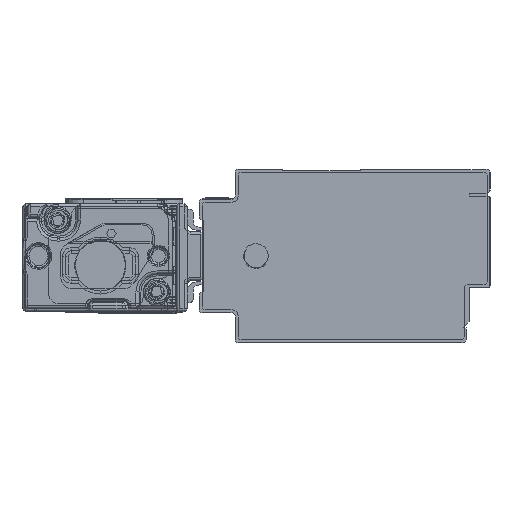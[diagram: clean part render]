
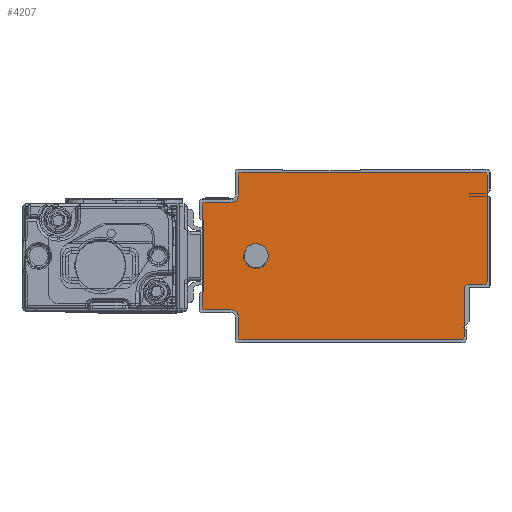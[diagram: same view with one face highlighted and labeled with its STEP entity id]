
A CAD part, left-side view. The second image highlights one B-rep face of the part: STEP entity #4207.
In plain terms, the highlighted planar face has unit normal (-1, 0, 0).
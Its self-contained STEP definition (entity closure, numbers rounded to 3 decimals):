
#1767=AXIS2_PLACEMENT_3D('Circle Axis2P3D',#1765,#1766,$) ;
#1805=AXIS2_PLACEMENT_3D('Circle Axis2P3D',#1803,#1804,$) ;
#1843=AXIS2_PLACEMENT_3D('Circle Axis2P3D',#1841,#1842,$) ;
#1881=AXIS2_PLACEMENT_3D('Circle Axis2P3D',#1879,#1880,$) ;
#4090=AXIS2_PLACEMENT_3D('Plane Axis2P3D',#4087,#4088,#4089) ;
#4094=AXIS2_PLACEMENT_3D('Circle Axis2P3D',#4092,#4093,$) ;
#4108=AXIS2_PLACEMENT_3D('Circle Axis2P3D',#4106,#4107,$) ;
#4122=AXIS2_PLACEMENT_3D('Circle Axis2P3D',#4120,#4121,$) ;
#4136=AXIS2_PLACEMENT_3D('Circle Axis2P3D',#4134,#4135,$) ;
#4150=AXIS2_PLACEMENT_3D('Circle Axis2P3D',#4148,#4149,$) ;
#4164=AXIS2_PLACEMENT_3D('Circle Axis2P3D',#4162,#4163,$) ;
#4191=AXIS2_PLACEMENT_3D('Circle Axis2P3D',#4189,#4190,$) ;
#4200=AXIS2_PLACEMENT_3D('Circle Axis2P3D',#4198,#4199,$) ;
#1723=CARTESIAN_POINT('Line Origine',(-2575.5,44.,14.5)) ;
#1727=CARTESIAN_POINT('Vertex',(-2575.5,44.,6.)) ;
#1729=CARTESIAN_POINT('Vertex',(-2575.5,44.,23.)) ;
#1765=CARTESIAN_POINT('Axis2P3D Location',(-2575.5,43.5,23.)) ;
#1769=CARTESIAN_POINT('Vertex',(-2575.5,43.5,23.5)) ;
#1784=CARTESIAN_POINT('Line Origine',(-2575.5,41.25,23.5)) ;
#1788=CARTESIAN_POINT('Vertex',(-2575.5,39.,23.5)) ;
#1803=CARTESIAN_POINT('Axis2P3D Location',(-2575.5,39.,24.5)) ;
#1807=CARTESIAN_POINT('Vertex',(-2575.5,38.,24.5)) ;
#1822=CARTESIAN_POINT('Line Origine',(-2575.5,38.,26.25)) ;
#1826=CARTESIAN_POINT('Vertex',(-2575.5,38.,28.)) ;
#1841=CARTESIAN_POINT('Axis2P3D Location',(-2575.5,37.5,28.)) ;
#1845=CARTESIAN_POINT('Vertex',(-2575.5,37.5,28.5)) ;
#1860=CARTESIAN_POINT('Line Origine',(-2575.5,17.25,28.5)) ;
#1864=CARTESIAN_POINT('Vertex',(-2575.5,-3.,28.5)) ;
#1879=CARTESIAN_POINT('Axis2P3D Location',(-2575.5,-3.,28.)) ;
#1883=CARTESIAN_POINT('Vertex',(-2575.5,-3.5,28.)) ;
#1898=CARTESIAN_POINT('Line Origine',(-2575.5,-3.5,19.1)) ;
#1902=CARTESIAN_POINT('Vertex',(-2575.5,-3.5,10.2)) ;
#4087=CARTESIAN_POINT('Axis2P3D Location',(-2575.5,0.,0.)) ;
#4092=CARTESIAN_POINT('Axis2P3D Location',(-2575.5,43.5,6.)) ;
#4096=CARTESIAN_POINT('Vertex',(-2575.5,43.5,5.5)) ;
#4099=CARTESIAN_POINT('Line Origine',(-2575.5,41.25,5.5)) ;
#4103=CARTESIAN_POINT('Vertex',(-2575.5,39.,5.5)) ;
#4106=CARTESIAN_POINT('Axis2P3D Location',(-2575.5,39.,4.5)) ;
#4110=CARTESIAN_POINT('Vertex',(-2575.5,38.,4.5)) ;
#4113=CARTESIAN_POINT('Line Origine',(-2575.5,38.,2.75)) ;
#4117=CARTESIAN_POINT('Vertex',(-2575.5,38.,1.)) ;
#4120=CARTESIAN_POINT('Axis2P3D Location',(-2575.5,37.5,1.)) ;
#4124=CARTESIAN_POINT('Vertex',(-2575.5,37.5,0.5)) ;
#4127=CARTESIAN_POINT('Line Origine',(-2575.5,19.15,0.5)) ;
#4131=CARTESIAN_POINT('Vertex',(-2575.5,0.8,0.5)) ;
#4134=CARTESIAN_POINT('Axis2P3D Location',(-2575.5,0.8,1.)) ;
#4138=CARTESIAN_POINT('Vertex',(-2575.5,0.3,1.)) ;
#4141=CARTESIAN_POINT('Line Origine',(-2575.5,0.3,5.1)) ;
#4145=CARTESIAN_POINT('Vertex',(-2575.5,0.3,9.2)) ;
#4148=CARTESIAN_POINT('Axis2P3D Location',(-2575.5,-0.2,9.2)) ;
#4152=CARTESIAN_POINT('Vertex',(-2575.5,-0.2,9.7)) ;
#4155=CARTESIAN_POINT('Line Origine',(-2575.5,-1.6,9.7)) ;
#4159=CARTESIAN_POINT('Vertex',(-2575.5,-3.,9.7)) ;
#4162=CARTESIAN_POINT('Axis2P3D Location',(-2575.5,-3.,10.2)) ;
#4189=CARTESIAN_POINT('Axis2P3D Location',(-2575.5,35.,14.5)) ;
#4193=CARTESIAN_POINT('Vertex',(-2575.5,33.186,13.509)) ;
#4195=CARTESIAN_POINT('Vertex',(-2575.5,36.814,15.491)) ;
#4198=CARTESIAN_POINT('Axis2P3D Location',(-2575.5,35.,14.5)) ;
#1724=DIRECTION('Vector Direction',(0.,0.,1.)) ;
#1766=DIRECTION('Axis2P3D Direction',(1.,0.,0.)) ;
#1785=DIRECTION('Vector Direction',(0.,1.,0.)) ;
#1804=DIRECTION('Axis2P3D Direction',(1.,0.,0.)) ;
#1823=DIRECTION('Vector Direction',(0.,0.,1.)) ;
#1842=DIRECTION('Axis2P3D Direction',(1.,0.,0.)) ;
#1861=DIRECTION('Vector Direction',(0.,1.,0.)) ;
#1880=DIRECTION('Axis2P3D Direction',(1.,0.,-0.)) ;
#1899=DIRECTION('Vector Direction',(0.,0.,-1.)) ;
#4088=DIRECTION('Axis2P3D Direction',(1.,0.,0.)) ;
#4089=DIRECTION('Axis2P3D XDirection',(0.,1.,0.)) ;
#4093=DIRECTION('Axis2P3D Direction',(1.,0.,0.)) ;
#4100=DIRECTION('Vector Direction',(0.,-1.,0.)) ;
#4107=DIRECTION('Axis2P3D Direction',(1.,0.,0.)) ;
#4114=DIRECTION('Vector Direction',(0.,0.,1.)) ;
#4121=DIRECTION('Axis2P3D Direction',(1.,0.,0.)) ;
#4128=DIRECTION('Vector Direction',(0.,-1.,0.)) ;
#4135=DIRECTION('Axis2P3D Direction',(1.,0.,0.)) ;
#4142=DIRECTION('Vector Direction',(0.,0.,-1.)) ;
#4149=DIRECTION('Axis2P3D Direction',(1.,0.,0.)) ;
#4156=DIRECTION('Vector Direction',(0.,1.,0.)) ;
#4163=DIRECTION('Axis2P3D Direction',(1.,0.,0.)) ;
#4190=DIRECTION('Axis2P3D Direction',(1.,0.,0.)) ;
#4199=DIRECTION('Axis2P3D Direction',(1.,0.,0.)) ;
#1725=VECTOR('Line Direction',#1724,1.) ;
#1786=VECTOR('Line Direction',#1785,1.) ;
#1824=VECTOR('Line Direction',#1823,1.) ;
#1862=VECTOR('Line Direction',#1861,1.) ;
#1900=VECTOR('Line Direction',#1899,1.) ;
#4101=VECTOR('Line Direction',#4100,1.) ;
#4115=VECTOR('Line Direction',#4114,1.) ;
#4129=VECTOR('Line Direction',#4128,1.) ;
#4143=VECTOR('Line Direction',#4142,1.) ;
#4157=VECTOR('Line Direction',#4156,1.) ;
#4168=ORIENTED_EDGE('',*,*,#1866,.F.) ;
#4169=ORIENTED_EDGE('',*,*,#1847,.F.) ;
#4170=ORIENTED_EDGE('',*,*,#1828,.F.) ;
#4171=ORIENTED_EDGE('',*,*,#1809,.F.) ;
#4172=ORIENTED_EDGE('',*,*,#1790,.F.) ;
#4173=ORIENTED_EDGE('',*,*,#1771,.F.) ;
#4174=ORIENTED_EDGE('',*,*,#1731,.F.) ;
#4175=ORIENTED_EDGE('',*,*,#4098,.F.) ;
#4176=ORIENTED_EDGE('',*,*,#4105,.F.) ;
#4177=ORIENTED_EDGE('',*,*,#4112,.F.) ;
#4178=ORIENTED_EDGE('',*,*,#4119,.F.) ;
#4179=ORIENTED_EDGE('',*,*,#4126,.F.) ;
#4180=ORIENTED_EDGE('',*,*,#4133,.F.) ;
#4181=ORIENTED_EDGE('',*,*,#4140,.F.) ;
#4182=ORIENTED_EDGE('',*,*,#4147,.F.) ;
#4183=ORIENTED_EDGE('',*,*,#4154,.F.) ;
#4184=ORIENTED_EDGE('',*,*,#4161,.F.) ;
#4185=ORIENTED_EDGE('',*,*,#4166,.F.) ;
#4186=ORIENTED_EDGE('',*,*,#1904,.F.) ;
#4187=ORIENTED_EDGE('',*,*,#1885,.F.) ;
#4204=ORIENTED_EDGE('',*,*,#4197,.T.) ;
#4205=ORIENTED_EDGE('',*,*,#4202,.T.) ;
#4206=FACE_BOUND('',#4203,.T.) ;
#4207=ADVANCED_FACE('\X2\FF8EFF9EFF83FF9EFF68FF70\X0\.2',(#4188,#4206),#4091,.F.) ;
#1768=CIRCLE('generated circle',#1767,0.5) ;
#1806=CIRCLE('generated circle',#1805,1.) ;
#1844=CIRCLE('generated circle',#1843,0.5) ;
#1882=CIRCLE('generated circle',#1881,0.5) ;
#4095=CIRCLE('generated circle',#4094,0.5) ;
#4109=CIRCLE('generated circle',#4108,1.) ;
#4123=CIRCLE('generated circle',#4122,0.5) ;
#4137=CIRCLE('generated circle',#4136,0.5) ;
#4151=CIRCLE('generated circle',#4150,0.5) ;
#4165=CIRCLE('generated circle',#4164,0.5) ;
#4192=CIRCLE('generated circle',#4191,2.067) ;
#4201=CIRCLE('generated circle',#4200,2.067) ;
#1731=EDGE_CURVE('',#1728,#1730,#1726,.T.) ;
#1771=EDGE_CURVE('',#1730,#1770,#1768,.T.) ;
#1790=EDGE_CURVE('',#1770,#1789,#1787,.F.) ;
#1809=EDGE_CURVE('',#1789,#1808,#1806,.F.) ;
#1828=EDGE_CURVE('',#1808,#1827,#1825,.T.) ;
#1847=EDGE_CURVE('',#1827,#1846,#1844,.T.) ;
#1866=EDGE_CURVE('',#1846,#1865,#1863,.F.) ;
#1885=EDGE_CURVE('',#1865,#1884,#1882,.T.) ;
#1904=EDGE_CURVE('',#1884,#1903,#1901,.T.) ;
#4098=EDGE_CURVE('',#4097,#1728,#4095,.T.) ;
#4105=EDGE_CURVE('',#4104,#4097,#4102,.F.) ;
#4112=EDGE_CURVE('',#4111,#4104,#4109,.F.) ;
#4119=EDGE_CURVE('',#4118,#4111,#4116,.T.) ;
#4126=EDGE_CURVE('',#4125,#4118,#4123,.T.) ;
#4133=EDGE_CURVE('',#4132,#4125,#4130,.F.) ;
#4140=EDGE_CURVE('',#4139,#4132,#4137,.T.) ;
#4147=EDGE_CURVE('',#4146,#4139,#4144,.T.) ;
#4154=EDGE_CURVE('',#4153,#4146,#4151,.F.) ;
#4161=EDGE_CURVE('',#4160,#4153,#4158,.T.) ;
#4166=EDGE_CURVE('',#1903,#4160,#4165,.T.) ;
#4197=EDGE_CURVE('',#4194,#4196,#4192,.T.) ;
#4202=EDGE_CURVE('',#4196,#4194,#4201,.T.) ;
#4167=EDGE_LOOP('',(#4168,#4169,#4170,#4171,#4172,#4173,#4174,#4175,#4176,#4177,#4178,#4179,#4180,#4181,#4182,#4183,#4184,#4185,#4186,#4187)) ;
#4203=EDGE_LOOP('',(#4204,#4205)) ;
#4188=FACE_OUTER_BOUND('',#4167,.T.) ;
#1726=LINE('Line',#1723,#1725) ;
#1787=LINE('Line',#1784,#1786) ;
#1825=LINE('Line',#1822,#1824) ;
#1863=LINE('Line',#1860,#1862) ;
#1901=LINE('Line',#1898,#1900) ;
#4102=LINE('Line',#4099,#4101) ;
#4116=LINE('Line',#4113,#4115) ;
#4130=LINE('Line',#4127,#4129) ;
#4144=LINE('Line',#4141,#4143) ;
#4158=LINE('Line',#4155,#4157) ;
#4091=PLANE('Plane',#4090) ;
#1728=VERTEX_POINT('',#1727) ;
#1730=VERTEX_POINT('',#1729) ;
#1770=VERTEX_POINT('',#1769) ;
#1789=VERTEX_POINT('',#1788) ;
#1808=VERTEX_POINT('',#1807) ;
#1827=VERTEX_POINT('',#1826) ;
#1846=VERTEX_POINT('',#1845) ;
#1865=VERTEX_POINT('',#1864) ;
#1884=VERTEX_POINT('',#1883) ;
#1903=VERTEX_POINT('',#1902) ;
#4097=VERTEX_POINT('',#4096) ;
#4104=VERTEX_POINT('',#4103) ;
#4111=VERTEX_POINT('',#4110) ;
#4118=VERTEX_POINT('',#4117) ;
#4125=VERTEX_POINT('',#4124) ;
#4132=VERTEX_POINT('',#4131) ;
#4139=VERTEX_POINT('',#4138) ;
#4146=VERTEX_POINT('',#4145) ;
#4153=VERTEX_POINT('',#4152) ;
#4160=VERTEX_POINT('',#4159) ;
#4194=VERTEX_POINT('',#4193) ;
#4196=VERTEX_POINT('',#4195) ;
